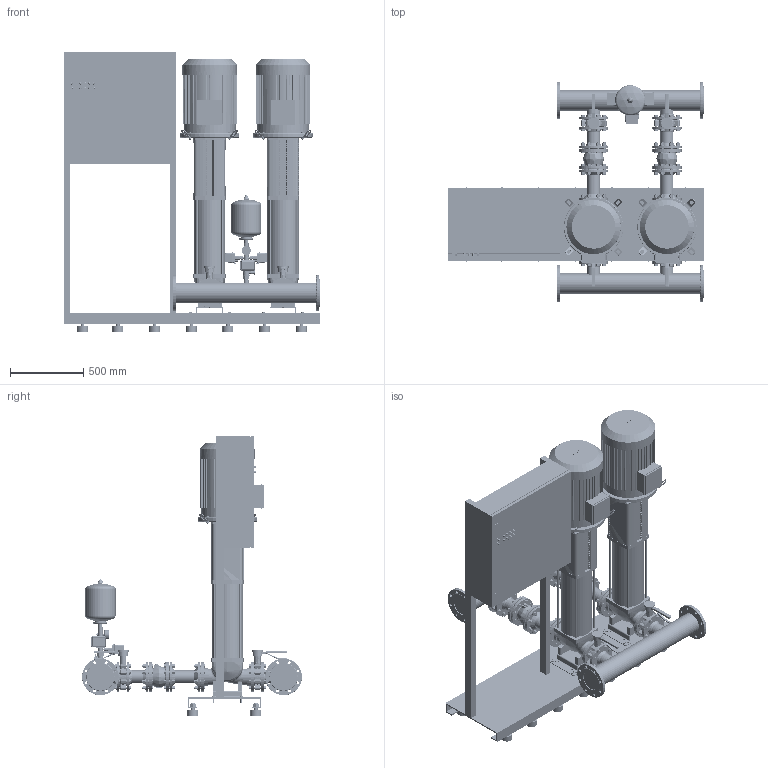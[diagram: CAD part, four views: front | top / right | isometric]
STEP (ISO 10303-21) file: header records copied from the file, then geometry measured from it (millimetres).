
FILE_DESCRIPTION((''),'2;1');
FILE_NAME('3d_FLA-2HELIXV5206_2_K-02PN16-2534408.stp','2013-07-05T14:28:10',(''),(''),'Mechanical Desktop 2009','Mechanical Desktop 2009',', , ');
FILE_SCHEMA(('CONFIG_CONTROL_DESIGN'));
Length unit declared in the file: millimetre
Products named in the file (1): Product
Bounding box: 1740 x 1498 x 1905 mm (x, y, z)
Volume: 395104670.9 mm3; surface area: 17798871.7 mm2
Topology: 247 solids, 247 shells, 8291 faces, 20899 edges, 13503 vertices
Faces by surface type: bspline 3767, plane 2498, cylinder 1473, torus 276, cone 259, sphere 18
Entity records: 288848 total; most frequent: CARTESIAN_POINT 95701, ORIENTED_EDGE 41714, DIRECTION 36135, EDGE_CURVE 20857, VERTEX_POINT 13498, VECTOR 12967, LINE 12967, AXIS2_PLACEMENT_3D 11584
